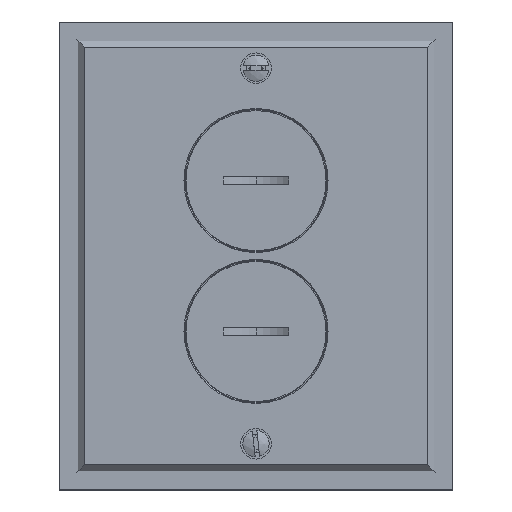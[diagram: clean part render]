
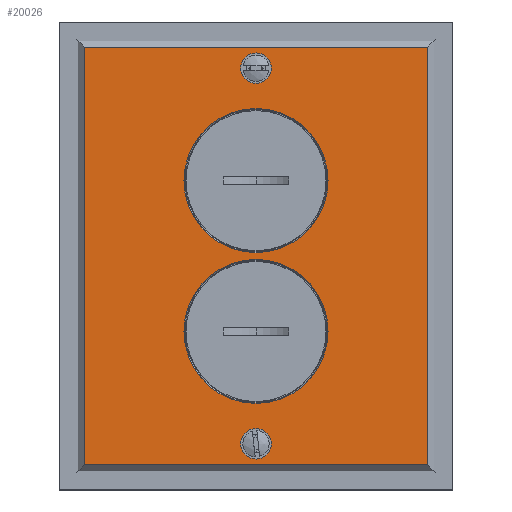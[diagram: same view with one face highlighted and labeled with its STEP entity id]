
A CAD part, top view. The second image highlights one B-rep face of the part: STEP entity #20026.
In plain terms, the highlighted planar face has unit normal (0, 0, 1).
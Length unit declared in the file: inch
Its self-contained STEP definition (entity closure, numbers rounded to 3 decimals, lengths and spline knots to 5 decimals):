
#64 = CARTESIAN_POINT ( 'NONE',  ( 0., -0.7655, 0.09999 ) ) ;
#313 = DIRECTION ( 'NONE',  ( 0., 1., 0. ) ) ;
#380 = ORIENTED_EDGE ( 'NONE', *, *, #5975, .F. ) ;
#546 = EDGE_LOOP ( 'NONE', ( #2541, #23237 ) ) ;
#660 = CARTESIAN_POINT ( 'NONE',  ( -1.743, 2.12, 0.09999 ) ) ;
#902 = DIRECTION ( 'NONE',  ( 1., 0., 0. ) ) ;
#1243 = DIRECTION ( 'NONE',  ( 0., 0., 1. ) ) ;
#1317 = LINE ( 'NONE', #10685, #28956 ) ;
#1513 = VECTOR ( 'NONE', #10288, 39.37008 ) ;
#1941 = VERTEX_POINT ( 'NONE', #26745 ) ;
#2266 = EDGE_CURVE ( 'NONE', #23713, #24714, #21153, .T. ) ;
#2541 = ORIENTED_EDGE ( 'NONE', *, *, #19583, .F. ) ;
#2698 = AXIS2_PLACEMENT_3D ( 'NONE', #64, #12146, #14553 ) ;
#2713 = EDGE_LOOP ( 'NONE', ( #20433, #5938 ) ) ;
#2750 = CIRCLE ( 'NONE', #24609, 0.13364 ) ;
#3945 = CARTESIAN_POINT ( 'NONE',  ( 0., 1.906, 0.09999 ) ) ;
#4092 = VERTEX_POINT ( 'NONE', #8999 ) ;
#4353 = FACE_BOUND ( 'NONE', #20757, .T. ) ;
#5191 = CARTESIAN_POINT ( 'NONE',  ( 0., -1.906, 0.09999 ) ) ;
#5264 = CARTESIAN_POINT ( 'NONE',  ( -0.731, -0.7655, 0.09999 ) ) ;
#5493 = VECTOR ( 'NONE', #10119, 39.37008 ) ;
#5583 = CARTESIAN_POINT ( 'NONE',  ( 1.743, 2.12, 0.09999 ) ) ;
#5825 = EDGE_CURVE ( 'NONE', #15860, #14851, #2750, .T. ) ;
#5938 = ORIENTED_EDGE ( 'NONE', *, *, #7504, .F. ) ;
#5975 = EDGE_CURVE ( 'NONE', #30222, #28914, #17667, .T. ) ;
#6445 = CARTESIAN_POINT ( 'NONE',  ( -1.743, -2.12, 0.09999 ) ) ;
#7361 = PLANE ( 'NONE',  #31139 ) ;
#7371 = CARTESIAN_POINT ( 'NONE',  ( -0.13364, -1.906, 0.09999 ) ) ;
#7424 = VERTEX_POINT ( 'NONE', #23597 ) ;
#7504 = EDGE_CURVE ( 'NONE', #24714, #23713, #27377, .T. ) ;
#7612 = DIRECTION ( 'NONE',  ( 0., 0., -1. ) ) ;
#7767 = CARTESIAN_POINT ( 'NONE',  ( 1.743, -2.12, 0.09999 ) ) ;
#8064 = CARTESIAN_POINT ( 'NONE',  ( 1.743, 2.12, 0.09999 ) ) ;
#8999 = CARTESIAN_POINT ( 'NONE',  ( -1.743, 2.12, 0.09999 ) ) ;
#9307 = EDGE_CURVE ( 'NONE', #28914, #4092, #12927, .T. ) ;
#9375 = EDGE_CURVE ( 'NONE', #1941, #30188, #28567, .T. ) ;
#9582 = DIRECTION ( 'NONE',  ( 0., 0., -1. ) ) ;
#9703 = CARTESIAN_POINT ( 'NONE',  ( 0., 1.906, 0.09999 ) ) ;
#9868 = DIRECTION ( 'NONE',  ( 1., 0., 0. ) ) ;
#9873 = AXIS2_PLACEMENT_3D ( 'NONE', #12015, #9582, #17112 ) ;
#10046 = FACE_OUTER_BOUND ( 'NONE', #30488, .T. ) ;
#10119 = DIRECTION ( 'NONE',  ( 1., 0., 0. ) ) ;
#10288 = DIRECTION ( 'NONE',  ( -1., 0., 0. ) ) ;
#10685 = CARTESIAN_POINT ( 'NONE',  ( 1.743, 2.12, 0.09999 ) ) ;
#12014 = FACE_BOUND ( 'NONE', #25215, .T. ) ;
#12015 = CARTESIAN_POINT ( 'NONE',  ( 0., 0.7655, 0.09999 ) ) ;
#12146 = DIRECTION ( 'NONE',  ( 0., 0., -1. ) ) ;
#12744 = AXIS2_PLACEMENT_3D ( 'NONE', #22248, #7612, #313 ) ;
#12751 = DIRECTION ( 'NONE',  ( 0., 1., 0. ) ) ;
#12805 = AXIS2_PLACEMENT_3D ( 'NONE', #28197, #25650, #28478 ) ;
#12866 = LINE ( 'NONE', #8064, #5493 ) ;
#12927 = LINE ( 'NONE', #660, #19909 ) ;
#13338 = CIRCLE ( 'NONE', #31091, 0.13364 ) ;
#14473 = ORIENTED_EDGE ( 'NONE', *, *, #27338, .T. ) ;
#14553 = DIRECTION ( 'NONE',  ( 0., 1., 0. ) ) ;
#14559 = FACE_BOUND ( 'NONE', #2713, .T. ) ;
#14631 = DIRECTION ( 'NONE',  ( 1., 0., 0. ) ) ;
#14851 = VERTEX_POINT ( 'NONE', #20976 ) ;
#15831 = DIRECTION ( 'NONE',  ( 0., -1., 0. ) ) ;
#15860 = VERTEX_POINT ( 'NONE', #28366 ) ;
#16660 = CARTESIAN_POINT ( 'NONE',  ( 0.13364, -1.906, 0.09999 ) ) ;
#16957 = FACE_BOUND ( 'NONE', #546, .T. ) ;
#17112 = DIRECTION ( 'NONE',  ( 0., 1., 0. ) ) ;
#17667 = LINE ( 'NONE', #7767, #1513 ) ;
#19066 = CIRCLE ( 'NONE', #9873, 0.731 ) ;
#19425 = DIRECTION ( 'NONE',  ( 0., 0., 1. ) ) ;
#19583 = EDGE_CURVE ( 'NONE', #14851, #15860, #13338, .T. ) ;
#19909 = VECTOR ( 'NONE', #12751, 39.37008 ) ;
#20026 = ADVANCED_FACE ( 'NONE', ( #4353, #12014, #16957, #14559, #10046 ), #7361, .F. ) ;
#20433 = ORIENTED_EDGE ( 'NONE', *, *, #2266, .F. ) ;
#20757 = EDGE_LOOP ( 'NONE', ( #24021, #14473 ) ) ;
#20880 = VERTEX_POINT ( 'NONE', #27960 ) ;
#20976 = CARTESIAN_POINT ( 'NONE',  ( 0.13364, 1.906, 0.09999 ) ) ;
#21153 = CIRCLE ( 'NONE', #28760, 0.13364 ) ;
#21259 = ORIENTED_EDGE ( 'NONE', *, *, #26642, .T. ) ;
#22069 = DIRECTION ( 'NONE',  ( 0., 0., 1. ) ) ;
#22169 = DIRECTION ( 'NONE',  ( 0., 0., -1. ) ) ;
#22248 = CARTESIAN_POINT ( 'NONE',  ( 0., 0.7655, 0.09999 ) ) ;
#22532 = CIRCLE ( 'NONE', #2698, 0.731 ) ;
#22689 = ORIENTED_EDGE ( 'NONE', *, *, #24773, .F. ) ;
#23237 = ORIENTED_EDGE ( 'NONE', *, *, #5825, .F. ) ;
#23372 = EDGE_CURVE ( 'NONE', #4092, #26748, #12866, .T. ) ;
#23376 = DIRECTION ( 'NONE',  ( 0., 0., 1. ) ) ;
#23597 = CARTESIAN_POINT ( 'NONE',  ( -0.731, 0.7655, 0.09999 ) ) ;
#23713 = VERTEX_POINT ( 'NONE', #16660 ) ;
#24021 = ORIENTED_EDGE ( 'NONE', *, *, #29370, .T. ) ;
#24393 = CARTESIAN_POINT ( 'NONE',  ( 1.743, 2.12, 0.09999 ) ) ;
#24609 = AXIS2_PLACEMENT_3D ( 'NONE', #3945, #23376, #14631 ) ;
#24714 = VERTEX_POINT ( 'NONE', #7371 ) ;
#24773 = EDGE_CURVE ( 'NONE', #26748, #30222, #1317, .T. ) ;
#24850 = AXIS2_PLACEMENT_3D ( 'NONE', #27806, #1243, #30339 ) ;
#25215 = EDGE_LOOP ( 'NONE', ( #28805, #21259 ) ) ;
#25650 = DIRECTION ( 'NONE',  ( 0., 0., -1. ) ) ;
#26464 = CIRCLE ( 'NONE', #12744, 0.731 ) ;
#26642 = EDGE_CURVE ( 'NONE', #30188, #1941, #22532, .T. ) ;
#26745 = CARTESIAN_POINT ( 'NONE',  ( 0.731, -0.7655, 0.09999 ) ) ;
#26748 = VERTEX_POINT ( 'NONE', #5583 ) ;
#27338 = EDGE_CURVE ( 'NONE', #7424, #20880, #19066, .T. ) ;
#27377 = CIRCLE ( 'NONE', #24850, 0.13364 ) ;
#27413 = ORIENTED_EDGE ( 'NONE', *, *, #9307, .F. ) ;
#27806 = CARTESIAN_POINT ( 'NONE',  ( 0., -1.906, 0.09999 ) ) ;
#27960 = CARTESIAN_POINT ( 'NONE',  ( 0.731, 0.7655, 0.09999 ) ) ;
#28197 = CARTESIAN_POINT ( 'NONE',  ( 0., -0.7655, 0.09999 ) ) ;
#28366 = CARTESIAN_POINT ( 'NONE',  ( -0.13364, 1.906, 0.09999 ) ) ;
#28478 = DIRECTION ( 'NONE',  ( 0., 1., 0. ) ) ;
#28567 = CIRCLE ( 'NONE', #12805, 0.731 ) ;
#28760 = AXIS2_PLACEMENT_3D ( 'NONE', #5191, #22069, #902 ) ;
#28805 = ORIENTED_EDGE ( 'NONE', *, *, #9375, .T. ) ;
#28914 = VERTEX_POINT ( 'NONE', #6445 ) ;
#28956 = VECTOR ( 'NONE', #15831, 39.37008 ) ;
#29310 = DIRECTION ( 'NONE',  ( 0., 1., 0. ) ) ;
#29370 = EDGE_CURVE ( 'NONE', #20880, #7424, #26464, .T. ) ;
#30188 = VERTEX_POINT ( 'NONE', #5264 ) ;
#30222 = VERTEX_POINT ( 'NONE', #31375 ) ;
#30339 = DIRECTION ( 'NONE',  ( 1., 0., 0. ) ) ;
#30488 = EDGE_LOOP ( 'NONE', ( #27413, #380, #22689, #30997 ) ) ;
#30997 = ORIENTED_EDGE ( 'NONE', *, *, #23372, .F. ) ;
#31091 = AXIS2_PLACEMENT_3D ( 'NONE', #9703, #19425, #9868 ) ;
#31139 = AXIS2_PLACEMENT_3D ( 'NONE', #24393, #22169, #29310 ) ;
#31375 = CARTESIAN_POINT ( 'NONE',  ( 1.743, -2.12, 0.09999 ) ) ;
